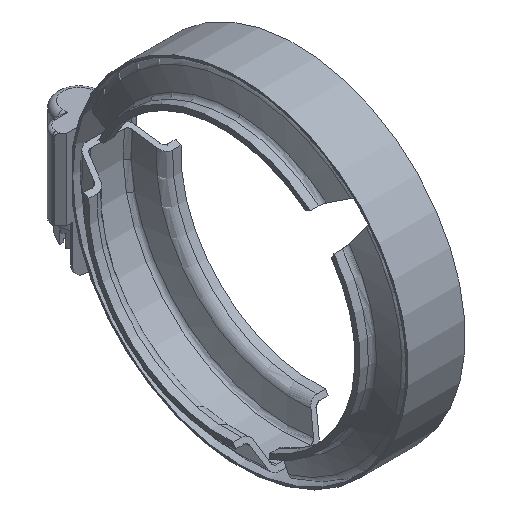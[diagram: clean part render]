
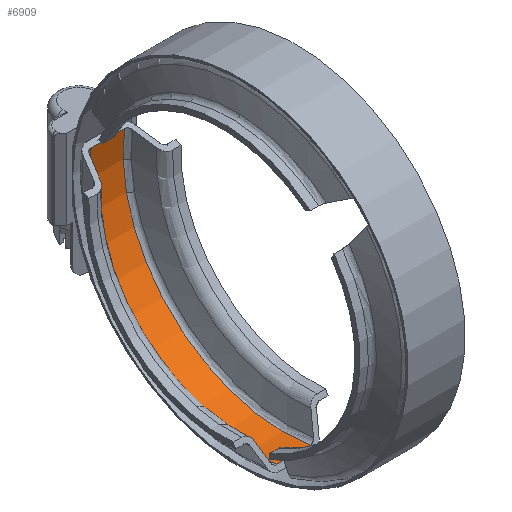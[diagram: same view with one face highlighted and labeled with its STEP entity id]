
A CAD part, isometric view. The second image highlights one B-rep face of the part: STEP entity #6909.
In plain terms, the highlighted cylindrical face has radius 40.513 mm (diameter 81.026 mm), a partial arc.
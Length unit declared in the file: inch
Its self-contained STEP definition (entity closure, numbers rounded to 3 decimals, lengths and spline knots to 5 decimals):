
#1199=FACE_OUTER_BOUND($,#1617,.T.);
#1617=EDGE_LOOP($,(#6447,#6448,#6449,#6450));
#1905=LINE($,#50282,#2355);
#1930=LINE($,#50658,#2380);
#2355=VECTOR($,#7866,0.32998);
#2380=VECTOR($,#7897,0.32998);
#2662=CIRCLE($,#7283,1.595);
#2663=CIRCLE($,#7285,1.595);
#3156=VERTEX_POINT($,#50270);
#3157=VERTEX_POINT($,#50281);
#3218=VERTEX_POINT($,#50646);
#3219=VERTEX_POINT($,#50657);
#4064=EDGE_CURVE($,#3157,#3156,#1905,.T.);
#4126=EDGE_CURVE($,#3219,#3218,#1930,.T.);
#4386=EDGE_CURVE($,#3156,#3219,#2662,.T.);
#4387=EDGE_CURVE($,#3157,#3218,#2663,.T.);
#6447=ORIENTED_EDGE($,*,*,#4064,.T.);
#6448=ORIENTED_EDGE($,*,*,#4386,.T.);
#6449=ORIENTED_EDGE($,*,*,#4126,.T.);
#6450=ORIENTED_EDGE($,*,*,#4387,.F.);
#6527=CYLINDRICAL_SURFACE($,#7284,1.595);
#6909=ADVANCED_FACE($,(#1199),#6527,.F.);
#7283=AXIS2_PLACEMENT_3D($,#51378,#8476,#8477);
#7284=AXIS2_PLACEMENT_3D($,#51379,#8478,#8479);
#7285=AXIS2_PLACEMENT_3D($,#51380,#8480,#8481);
#7866=DIRECTION($,(1.,0.,0.));
#7897=DIRECTION($,(-1.,0.,0.));
#8476=DIRECTION('center_axis',(1.,0.,0.));
#8477=DIRECTION('ref_axis',(0.,1.,0.));
#8478=DIRECTION('center_axis',(1.,0.,0.));
#8479=DIRECTION('ref_axis',(0.,1.,0.));
#8480=DIRECTION('center_axis',(1.,0.,0.));
#8481=DIRECTION('ref_axis',(0.,1.,0.));
#50270=CARTESIAN_POINT('',(0.16499,-0.25333,-1.57475));
#50281=CARTESIAN_POINT('',(-0.16499,-0.25333,-1.57475));
#50282=CARTESIAN_POINT($,(0.,-0.25333,-1.57475));
#50646=CARTESIAN_POINT('',(-0.16499,1.58045,0.21493));
#50657=CARTESIAN_POINT('',(0.16499,1.58045,0.21493));
#50658=CARTESIAN_POINT($,(0.,1.58045,0.21493));
#51378=CARTESIAN_POINT('Origin',(0.16499,0.,0.));
#51379=CARTESIAN_POINT('Origin',(0.,0.,0.));
#51380=CARTESIAN_POINT('Origin',(-0.16499,0.,0.));
